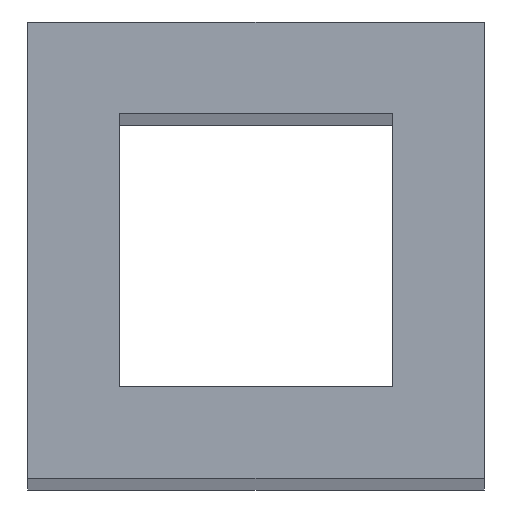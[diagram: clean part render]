
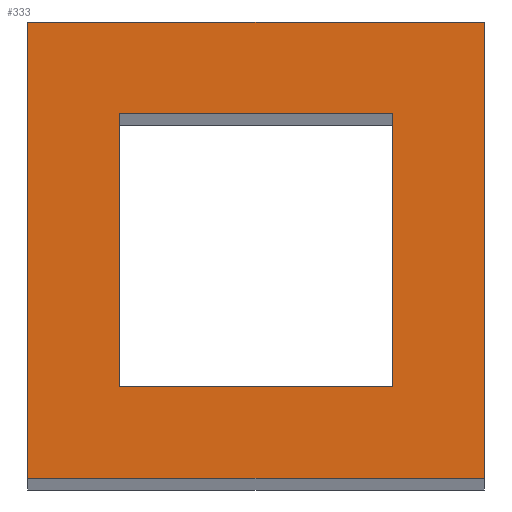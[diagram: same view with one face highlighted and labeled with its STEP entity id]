
A CAD part, top view. The second image highlights one B-rep face of the part: STEP entity #333.
In plain terms, the highlighted planar face has unit normal (0, 0, 1).
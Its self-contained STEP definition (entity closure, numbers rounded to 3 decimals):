
#73=CARTESIAN_POINT('',(-3.,3.,150.0));
#74=VERTEX_POINT('',#73);
#75=CARTESIAN_POINT('',(-3.,-3.,150.0));
#76=VERTEX_POINT('',#75);
#77=CARTESIAN_POINT('',(-3.,3.,150.0));
#78=DIRECTION('',(0.0,-1.0,0.0));
#79=VECTOR('',#78,6.);
#80=LINE('',#77,#79);
#81=EDGE_CURVE('',#74,#76,#80,.T.);
#113=CARTESIAN_POINT('',(3.,-3.,150.0));
#114=VERTEX_POINT('',#113);
#115=CARTESIAN_POINT('',(-3.,-3.,150.0));
#116=DIRECTION('',(1.0,0.0,0.0));
#117=VECTOR('',#116,6.);
#118=LINE('',#115,#117);
#119=EDGE_CURVE('',#76,#114,#118,.T.);
#144=CARTESIAN_POINT('',(-5.0,5.0,150.0));
#145=VERTEX_POINT('',#144);
#146=CARTESIAN_POINT('',(5.0,5.0,150.0));
#147=VERTEX_POINT('',#146);
#148=CARTESIAN_POINT('',(-5.0,5.0,150.0));
#149=DIRECTION('',(1.0,0.0,0.0));
#150=VECTOR('',#149,10.0);
#151=LINE('',#148,#150);
#152=EDGE_CURVE('',#145,#147,#151,.T.);
#184=CARTESIAN_POINT('',(5.0,-5.0,150.0));
#185=VERTEX_POINT('',#184);
#186=CARTESIAN_POINT('',(5.0,5.0,150.0));
#187=DIRECTION('',(0.0,-1.0,0.0));
#188=VECTOR('',#187,10.0);
#189=LINE('',#186,#188);
#190=EDGE_CURVE('',#147,#185,#189,.T.);
#215=CARTESIAN_POINT('',(3.,3.,150.0));
#216=VERTEX_POINT('',#215);
#217=CARTESIAN_POINT('',(3.,-3.,150.0));
#218=DIRECTION('',(0.0,1.0,0.0));
#219=VECTOR('',#218,6.);
#220=LINE('',#217,#219);
#221=EDGE_CURVE('',#114,#216,#220,.T.);
#246=CARTESIAN_POINT('',(3.,3.,150.0));
#247=DIRECTION('',(-1.0,0.0,0.0));
#248=VECTOR('',#247,6.);
#249=LINE('',#246,#248);
#250=EDGE_CURVE('',#216,#74,#249,.T.);
#268=CARTESIAN_POINT('',(-5.0,-5.0,150.0));
#269=VERTEX_POINT('',#268);
#270=CARTESIAN_POINT('',(5.0,-5.0,150.0));
#271=DIRECTION('',(-1.0,0.0,0.0));
#272=VECTOR('',#271,10.0);
#273=LINE('',#270,#272);
#274=EDGE_CURVE('',#185,#269,#273,.T.);
#299=CARTESIAN_POINT('',(-5.0,-5.0,150.0));
#300=DIRECTION('',(0.0,1.0,0.0));
#301=VECTOR('',#300,10.0);
#302=LINE('',#299,#301);
#303=EDGE_CURVE('',#269,#145,#302,.T.);
#316=CARTESIAN_POINT('',(0.0,0.0,150.0));
#317=DIRECTION('',(0.0,0.0,1.0));
#318=DIRECTION('',(1.0,0.0,0.0));
#319=AXIS2_PLACEMENT_3D('',#316,#317,#318);
#320=PLANE('',#319);
#321=ORIENTED_EDGE('',*,*,#274,.F.);
#322=ORIENTED_EDGE('',*,*,#190,.F.);
#323=ORIENTED_EDGE('',*,*,#152,.F.);
#324=ORIENTED_EDGE('',*,*,#303,.F.);
#325=EDGE_LOOP('',(#321,#322,#323,#324));
#326=FACE_OUTER_BOUND('',#325,.T.);
#327=ORIENTED_EDGE('',*,*,#221,.F.);
#328=ORIENTED_EDGE('',*,*,#119,.F.);
#329=ORIENTED_EDGE('',*,*,#81,.F.);
#330=ORIENTED_EDGE('',*,*,#250,.F.);
#331=EDGE_LOOP('',(#327,#328,#329,#330));
#332=FACE_BOUND('',#331,.T.);
#333=ADVANCED_FACE('',(#326,#332),#320,.T.);
